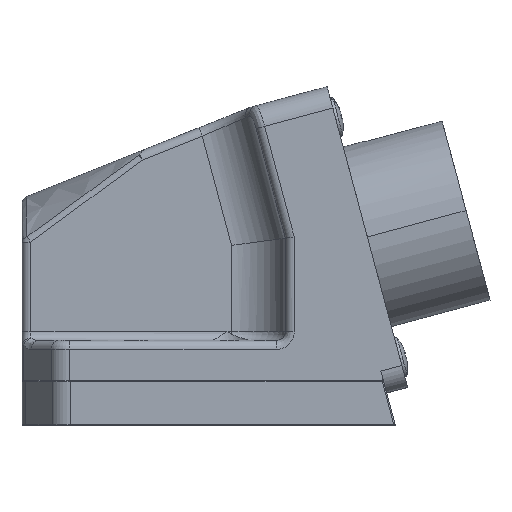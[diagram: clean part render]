
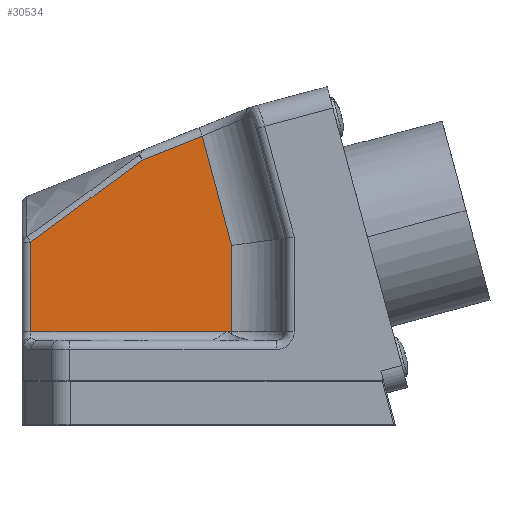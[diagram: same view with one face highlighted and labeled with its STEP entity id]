
A CAD part, top view. The second image highlights one B-rep face of the part: STEP entity #30534.
In plain terms, the highlighted planar face has unit normal (0, 0, 1).
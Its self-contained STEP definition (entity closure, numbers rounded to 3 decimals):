
#1626 = PLANE ( 'NONE',  #22309 ) ;
#2402 = ORIENTED_EDGE ( 'NONE', *, *, #20750, .T. ) ;
#2725 = VERTEX_POINT ( 'NONE', #14737 ) ;
#3949 = EDGE_CURVE ( 'NONE', #48084, #29439, #50257, .T. ) ;
#8070 = CARTESIAN_POINT ( 'NONE',  ( -1.365, 27.646, 23. ) ) ;
#10628 = CARTESIAN_POINT ( 'NONE',  ( 4.161, -16.386, 23. ) ) ;
#10842 = VECTOR ( 'NONE', #11713, 1000. ) ;
#11713 = DIRECTION ( 'NONE',  ( 0., -1., 0. ) ) ;
#12163 = VERTEX_POINT ( 'NONE', #10628 ) ;
#12886 = CARTESIAN_POINT ( 'NONE',  ( -41.954, -16.386, 23. ) ) ;
#12907 = EDGE_CURVE ( 'NONE', #2725, #12163, #13418, .T. ) ;
#12989 = CARTESIAN_POINT ( 'NONE',  ( -41.954, -18.386, 23. ) ) ;
#13418 = LINE ( 'NONE', #12886, #43457 ) ;
#13587 = LINE ( 'NONE', #30013, #41591 ) ;
#14144 = DIRECTION ( 'NONE',  ( -0.259, 0.966, 0. ) ) ;
#14737 = CARTESIAN_POINT ( 'NONE',  ( -39.954, -16.386, 23. ) ) ;
#15447 = ORIENTED_EDGE ( 'NONE', *, *, #15515, .T. ) ;
#15515 = EDGE_CURVE ( 'NONE', #21668, #2725, #52380, .T. ) ;
#16013 = EDGE_CURVE ( 'NONE', #29439, #19060, #49623, .T. ) ;
#17336 = LINE ( 'NONE', #29456, #22613 ) ;
#19060 = VERTEX_POINT ( 'NONE', #40880 ) ;
#19498 = VECTOR ( 'NONE', #42869, 1000. ) ;
#20750 = EDGE_CURVE ( 'NONE', #19060, #21668, #13587, .T. ) ;
#21668 = VERTEX_POINT ( 'NONE', #36672 ) ;
#22089 = ORIENTED_EDGE ( 'NONE', *, *, #16013, .T. ) ;
#22225 = CARTESIAN_POINT ( 'NONE',  ( -41.954, -16.386, 23. ) ) ;
#22309 = AXIS2_PLACEMENT_3D ( 'NONE', #12989, #29418, #50935 ) ;
#22613 = VECTOR ( 'NONE', #41871, 1000. ) ;
#23164 = ORIENTED_EDGE ( 'NONE', *, *, #12907, .T. ) ;
#26271 = CARTESIAN_POINT ( 'NONE',  ( -2.257, 30.974, 23. ) ) ;
#28925 = ORIENTED_EDGE ( 'NONE', *, *, #52976, .T. ) ;
#29142 = CARTESIAN_POINT ( 'NONE',  ( 5.232, -16.386, 23. ) ) ;
#29418 = DIRECTION ( 'NONE',  ( 0., 0., 1. ) ) ;
#29439 = VERTEX_POINT ( 'NONE', #8070 ) ;
#29440 = CARTESIAN_POINT ( 'NONE',  ( 5.232, 3.023, 23. ) ) ;
#29456 = CARTESIAN_POINT ( 'NONE',  ( 5.232, 4.618, 23. ) ) ;
#29864 = EDGE_LOOP ( 'NONE', ( #30674, #22089, #2402, #15447, #23164, #28925, #34815 ) ) ;
#30013 = CARTESIAN_POINT ( 'NONE',  ( 27.39, 53.514, 23. ) ) ;
#30534 = ADVANCED_FACE ( 'NONE', ( #34505 ), #1626, .T. ) ;
#30674 = ORIENTED_EDGE ( 'NONE', *, *, #3949, .T. ) ;
#34505 = FACE_OUTER_BOUND ( 'NONE', #29864, .T. ) ;
#34815 = ORIENTED_EDGE ( 'NONE', *, *, #43084, .T. ) ;
#34951 = VECTOR ( 'NONE', #47030, 1000. ) ;
#36672 = CARTESIAN_POINT ( 'NONE',  ( -39.954, 3.736, 23. ) ) ;
#37486 = VERTEX_POINT ( 'NONE', #29142 ) ;
#38004 = CARTESIAN_POINT ( 'NONE',  ( -52.222, 7.367, 23. ) ) ;
#38186 = DIRECTION ( 'NONE',  ( 1., 0., 0. ) ) ;
#40880 = CARTESIAN_POINT ( 'NONE',  ( -14.917, 22.242, 23. ) ) ;
#41591 = VECTOR ( 'NONE', #42407, 1000. ) ;
#41871 = DIRECTION ( 'NONE',  ( 0., 1., 0. ) ) ;
#42407 = DIRECTION ( 'NONE',  ( -0.804, -0.594, 0. ) ) ;
#42869 = DIRECTION ( 'NONE',  ( -0.929, -0.37, 0. ) ) ;
#43084 = EDGE_CURVE ( 'NONE', #37486, #48084, #17336, .T. ) ;
#43457 = VECTOR ( 'NONE', #38186, 1000. ) ;
#43522 = LINE ( 'NONE', #22225, #34951 ) ;
#47030 = DIRECTION ( 'NONE',  ( 1., 0., 0. ) ) ;
#47569 = CARTESIAN_POINT ( 'NONE',  ( -39.954, -16.386, 23. ) ) ;
#48084 = VERTEX_POINT ( 'NONE', #29440 ) ;
#49623 = LINE ( 'NONE', #38004, #19498 ) ;
#50257 = LINE ( 'NONE', #26271, #50544 ) ;
#50544 = VECTOR ( 'NONE', #14144, 1000. ) ;
#50935 = DIRECTION ( 'NONE',  ( 1., 0., 0. ) ) ;
#52380 = LINE ( 'NONE', #47569, #10842 ) ;
#52976 = EDGE_CURVE ( 'NONE', #12163, #37486, #43522, .T. ) ;
